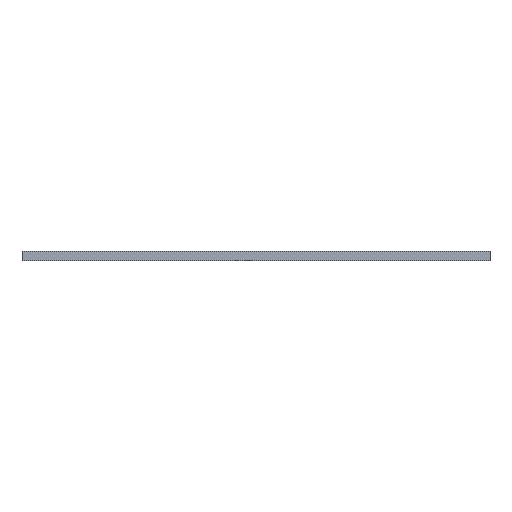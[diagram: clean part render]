
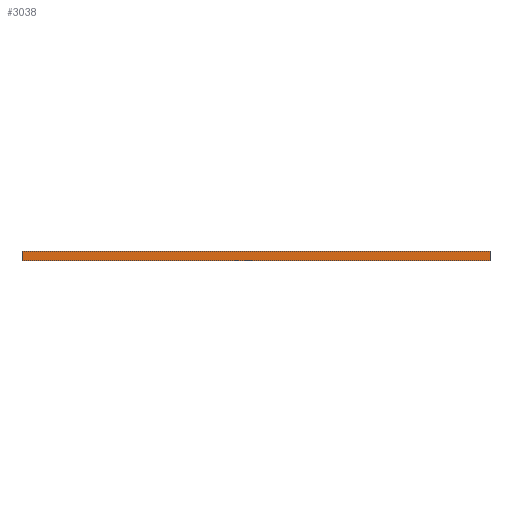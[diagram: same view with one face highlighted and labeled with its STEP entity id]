
A CAD part, left-side view. The second image highlights one B-rep face of the part: STEP entity #3038.
In plain terms, the highlighted planar face has unit normal (-1, 0, 0).
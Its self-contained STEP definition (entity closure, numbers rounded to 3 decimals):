
#22 = VERTEX_POINT('',#23);
#23 = CARTESIAN_POINT('',(-72.,-72.,0.));
#31 = EDGE_CURVE('',#22,#32,#34,.T.);
#32 = VERTEX_POINT('',#33);
#33 = CARTESIAN_POINT('',(-72.,-72.,3.));
#34 = LINE('',#35,#36);
#35 = CARTESIAN_POINT('',(-72.,-72.,0.));
#36 = VECTOR('',#37,1.);
#37 = DIRECTION('',(0.,0.,1.));
#61 = EDGE_CURVE('',#62,#22,#64,.T.);
#62 = VERTEX_POINT('',#63);
#63 = CARTESIAN_POINT('',(-72.,72.,0.));
#64 = LINE('',#65,#66);
#65 = CARTESIAN_POINT('',(-72.,72.,0.));
#66 = VECTOR('',#67,1.);
#67 = DIRECTION('',(0.,-1.,0.));
#1567 = EDGE_CURVE('',#1568,#32,#1570,.T.);
#1568 = VERTEX_POINT('',#1569);
#1569 = CARTESIAN_POINT('',(-72.,72.,3.));
#1570 = LINE('',#1571,#1572);
#1571 = CARTESIAN_POINT('',(-72.,72.,3.));
#1572 = VECTOR('',#1573,1.);
#1573 = DIRECTION('',(0.,-1.,0.));
#3038 = ADVANCED_FACE('',(#3039),#3050,.F.);
#3039 = FACE_BOUND('',#3040,.F.);
#3040 = EDGE_LOOP('',(#3041,#3047,#3048,#3049));
#3041 = ORIENTED_EDGE('',*,*,#3042,.T.);
#3042 = EDGE_CURVE('',#62,#1568,#3043,.T.);
#3043 = LINE('',#3044,#3045);
#3044 = CARTESIAN_POINT('',(-72.,72.,0.));
#3045 = VECTOR('',#3046,1.);
#3046 = DIRECTION('',(0.,0.,1.));
#3047 = ORIENTED_EDGE('',*,*,#1567,.T.);
#3048 = ORIENTED_EDGE('',*,*,#31,.F.);
#3049 = ORIENTED_EDGE('',*,*,#61,.F.);
#3050 = PLANE('',#3051);
#3051 = AXIS2_PLACEMENT_3D('',#3052,#3053,#3054);
#3052 = CARTESIAN_POINT('',(-72.,72.,0.));
#3053 = DIRECTION('',(1.,0.,0.));
#3054 = DIRECTION('',(0.,-1.,0.));
